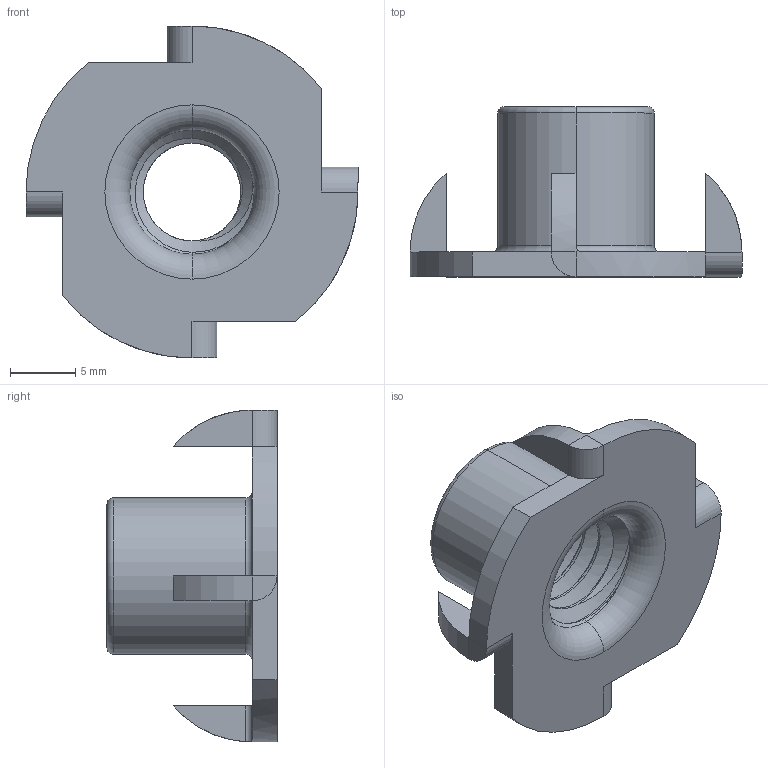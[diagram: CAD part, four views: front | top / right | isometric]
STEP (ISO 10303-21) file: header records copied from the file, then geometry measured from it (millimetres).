
FILE_DESCRIPTION (( 'STEP AP203' ), '1' );
FILE_NAME ('90973A120.step', '2012-10-30T20:32:48', ( 't2jrg' ), ( '' ), 'SwSTEP 2.0', 'SolidWorks 2009', '' );
FILE_SCHEMA (( 'CONFIG_CONTROL_DESIGN' ));
Length unit declared in the file: inch
Products named in the file (1): 90973A120
Bounding box: 25.4 x 13.02 x 25.4 mm (x, y, z)
Volume: 1410.1 mm3; surface area: 2087.7 mm2
Topology: 1 solids, 1 shells, 72 faces, 183 edges, 114 vertices
Faces by surface type: cylinder 30, plane 27, torus 6, cone 6, bspline 3
Entity records: 4805 total; most frequent: CARTESIAN_POINT 3076, ORIENTED_EDGE 366, DIRECTION 329, EDGE_CURVE 183, AXIS2_PLACEMENT_3D 122, VERTEX_POINT 114, VECTOR 85, LINE 85
